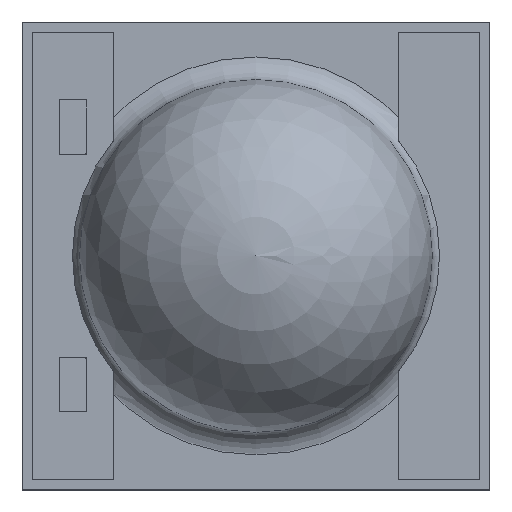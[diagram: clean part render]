
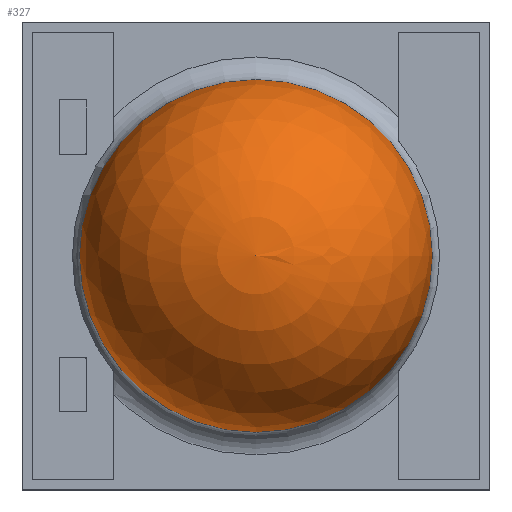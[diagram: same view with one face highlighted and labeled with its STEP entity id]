
A CAD part, top view. The second image highlights one B-rep face of the part: STEP entity #327.
In plain terms, the highlighted spherical face has radius 1.3 mm.
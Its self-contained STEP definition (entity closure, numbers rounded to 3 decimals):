
#327 = ADVANCED_FACE( '', ( #620, #621 ), #622, .T. );
#620 = FACE_BOUND( '', #959, .T. );
#621 = FACE_OUTER_BOUND( '', #960, .T. );
#622 = SPHERICAL_SURFACE( '', #961, 1.3 );
#959 = VERTEX_LOOP( '', #1406 );
#960 = EDGE_LOOP( '', ( #1407 ) );
#961 = AXIS2_PLACEMENT_3D( '', #1408, #1409, #1410 );
#1406 = VERTEX_POINT( '', #2171 );
#1407 = ORIENTED_EDGE( '', *, *, #2172, .T. );
#1408 = CARTESIAN_POINT( '', ( 0., 0., 0.64 ) );
#1409 = DIRECTION( '', ( 0., 0., 1. ) );
#1410 = DIRECTION( '', ( 1., 0., 0. ) );
#2171 = CARTESIAN_POINT( '', ( 0., 0., 1.94 ) );
#2172 = EDGE_CURVE( '', #2572, #2572, #2573, .T. );
#2572 = VERTEX_POINT( '', #3137 );
#2573 = CIRCLE( '', #3138, 1.3 );
#3137 = CARTESIAN_POINT( '', ( 1.3, 0., 0.657 ) );
#3138 = AXIS2_PLACEMENT_3D( '', #3645, #3646, #3647 );
#3645 = CARTESIAN_POINT( '', ( 0., 0., 0.657 ) );
#3646 = DIRECTION( '', ( 0., 0., 1. ) );
#3647 = DIRECTION( '', ( 1., 0., 0. ) );
